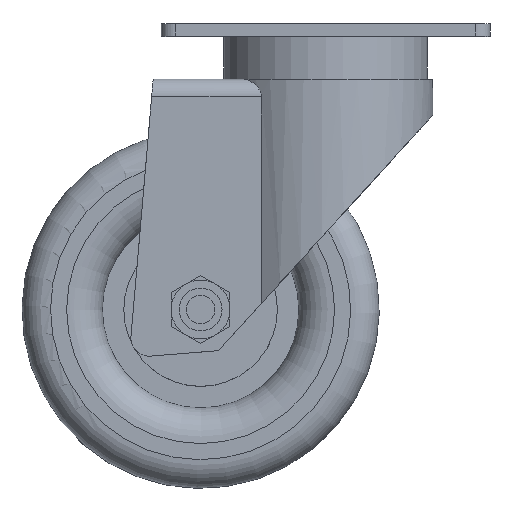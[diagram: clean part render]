
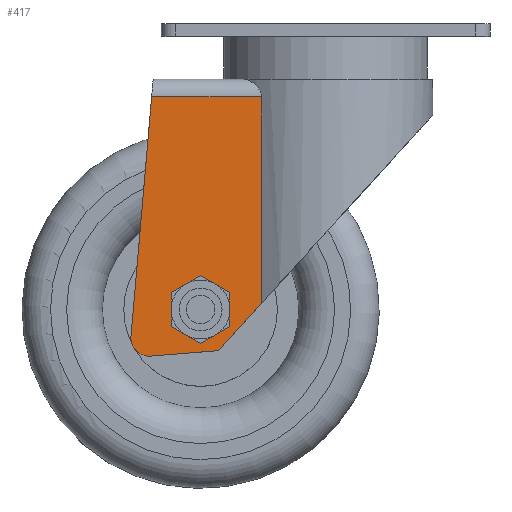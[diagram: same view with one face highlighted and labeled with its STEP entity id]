
A CAD part, top view. The second image highlights one B-rep face of the part: STEP entity #417.
In plain terms, the highlighted planar face has unit normal (0, 0, 1).
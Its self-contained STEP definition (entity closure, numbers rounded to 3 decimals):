
#175=CARTESIAN_POINT('',(-94.707,-17.,56.5));
#176=VERTEX_POINT('',#175);
#184=CARTESIAN_POINT('',(-64.0,-17.,56.5));
#185=VERTEX_POINT('',#184);
#186=CARTESIAN_POINT('',(-94.707,-17.,56.5));
#187=DIRECTION('',(1.0,0.0,0.0));
#188=VECTOR('',#187,30.707);
#189=LINE('',#186,#188);
#190=EDGE_CURVE('',#176,#185,#189,.T.);
#320=CARTESIAN_POINT('',(-93.187,-43.561,56.5));
#321=DIRECTION('',(0.0,0.0,1.0));
#322=DIRECTION('',(1.0,0.0,0.0));
#323=AXIS2_PLACEMENT_3D('',#320,#321,#322);
#324=PLANE('',#323);
#325=CARTESIAN_POINT('',(-100.493,-84.115,56.5));
#326=VERTEX_POINT('',#325);
#327=CARTESIAN_POINT('',(-94.707,-17.,56.5));
#328=DIRECTION('',(-0.086,-0.996,0.0));
#329=VECTOR('',#328,67.364);
#330=LINE('',#327,#329);
#331=EDGE_CURVE('',#176,#326,#330,.T.);
#332=ORIENTED_EDGE('',*,*,#331,.T.);
#333=CARTESIAN_POINT('',(-95.112,-89.529,56.5));
#334=VERTEX_POINT('',#333);
#335=CARTESIAN_POINT('',(-95.511,-84.545,56.5));
#336=DIRECTION('',(0.,0.,1.0));
#337=DIRECTION('',(-0.709,-0.705,0.));
#338=AXIS2_PLACEMENT_3D('',#335,#336,#337);
#339=CIRCLE('',#338,5.0);
#340=EDGE_CURVE('',#326,#334,#339,.T.);
#341=ORIENTED_EDGE('',*,*,#340,.T.);
#342=CARTESIAN_POINT('',(-76.0,-88.,56.5));
#343=VERTEX_POINT('',#342);
#344=CARTESIAN_POINT('',(-76.0,-88.,56.5));
#345=DIRECTION('',(-0.997,-0.08,0.));
#346=VECTOR('',#345,19.174);
#347=LINE('',#344,#346);
#348=EDGE_CURVE('',#343,#334,#347,.T.);
#349=ORIENTED_EDGE('',*,*,#348,.F.);
#350=CARTESIAN_POINT('',(-64.0,-74.8,56.5));
#351=VERTEX_POINT('',#350);
#352=CARTESIAN_POINT('',(-64.,-74.8,56.5));
#353=DIRECTION('',(-0.673,-0.74,0.));
#354=VECTOR('',#353,17.839);
#355=LINE('',#352,#354);
#356=EDGE_CURVE('',#351,#343,#355,.T.);
#357=ORIENTED_EDGE('',*,*,#356,.F.);
#358=CARTESIAN_POINT('',(-64.0,-17.,56.5));
#359=DIRECTION('',(0.0,-1.0,0.0));
#360=VECTOR('',#359,57.8);
#361=LINE('',#358,#360);
#362=EDGE_CURVE('',#185,#351,#361,.T.);
#363=ORIENTED_EDGE('',*,*,#362,.F.);
#364=ORIENTED_EDGE('',*,*,#190,.F.);
#365=EDGE_LOOP('',(#332,#341,#349,#357,#363,#364));
#366=FACE_OUTER_BOUND('',#365,.T.);
#367=CARTESIAN_POINT('',(-81.,-67.0,56.5));
#368=VERTEX_POINT('',#367);
#369=CARTESIAN_POINT('',(-72.773,-71.75,56.5));
#370=VERTEX_POINT('',#369);
#371=CARTESIAN_POINT('',(-81.,-67.0,56.5));
#372=DIRECTION('',(0.866,-0.5,0.));
#373=VECTOR('',#372,9.5);
#374=LINE('',#371,#373);
#375=EDGE_CURVE('',#368,#370,#374,.T.);
#376=ORIENTED_EDGE('',*,*,#375,.T.);
#377=CARTESIAN_POINT('',(-72.773,-81.25,56.5));
#378=VERTEX_POINT('',#377);
#379=CARTESIAN_POINT('',(-72.773,-71.75,56.5));
#380=DIRECTION('',(0.0,-1.0,0.0));
#381=VECTOR('',#380,9.5);
#382=LINE('',#379,#381);
#383=EDGE_CURVE('',#370,#378,#382,.T.);
#384=ORIENTED_EDGE('',*,*,#383,.T.);
#385=CARTESIAN_POINT('',(-81.,-86.,56.5));
#386=VERTEX_POINT('',#385);
#387=CARTESIAN_POINT('',(-72.773,-81.25,56.5));
#388=DIRECTION('',(-0.866,-0.5,0.0));
#389=VECTOR('',#388,9.5);
#390=LINE('',#387,#389);
#391=EDGE_CURVE('',#378,#386,#390,.T.);
#392=ORIENTED_EDGE('',*,*,#391,.T.);
#393=CARTESIAN_POINT('',(-89.227,-81.25,56.5));
#394=VERTEX_POINT('',#393);
#395=CARTESIAN_POINT('',(-81.,-86.0,56.5));
#396=DIRECTION('',(-0.866,0.5,0.));
#397=VECTOR('',#396,9.5);
#398=LINE('',#395,#397);
#399=EDGE_CURVE('',#386,#394,#398,.T.);
#400=ORIENTED_EDGE('',*,*,#399,.T.);
#401=CARTESIAN_POINT('',(-89.227,-71.75,56.5));
#402=VERTEX_POINT('',#401);
#403=CARTESIAN_POINT('',(-89.227,-81.25,56.5));
#404=DIRECTION('',(0.0,1.0,0.0));
#405=VECTOR('',#404,9.5);
#406=LINE('',#403,#405);
#407=EDGE_CURVE('',#394,#402,#406,.T.);
#408=ORIENTED_EDGE('',*,*,#407,.T.);
#409=CARTESIAN_POINT('',(-89.227,-71.75,56.5));
#410=DIRECTION('',(0.866,0.5,0.));
#411=VECTOR('',#410,9.5);
#412=LINE('',#409,#411);
#413=EDGE_CURVE('',#402,#368,#412,.T.);
#414=ORIENTED_EDGE('',*,*,#413,.T.);
#415=EDGE_LOOP('',(#376,#384,#392,#400,#408,#414));
#416=FACE_BOUND('',#415,.T.);
#417=ADVANCED_FACE('',(#366,#416),#324,.T.);
